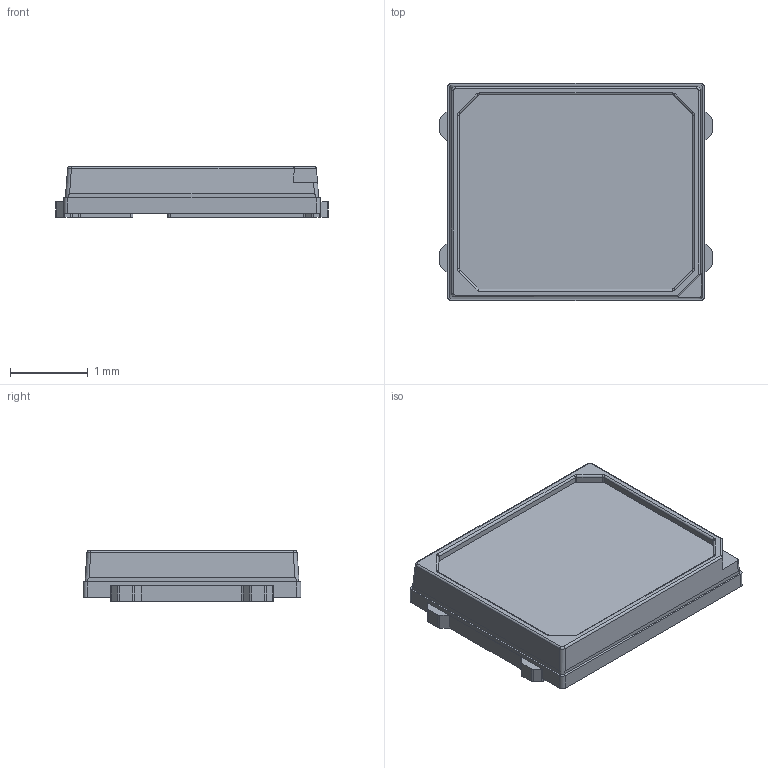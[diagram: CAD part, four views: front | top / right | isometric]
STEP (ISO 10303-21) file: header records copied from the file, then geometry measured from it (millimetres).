
FILE_DESCRIPTION(/* description */ ('STEP AP242','CAx-IF Rec.Pracs.---Representation and Presentation of Product Manufacturing Information (PMI)---4.0---2014-10-13','CAx-IF Rec.Pracs.---3D Tessellated Geometry---0.4---2014-09-14','2;1'),/* implementation_level */ '2;1');
FILE_NAME(/* name */ '6184177d0964595f8fd1686d',/* time_stamp */ '2021-11-04T17:25:18+00:00',/* author */ (''),/* organization */ (''),/* preprocessor_version */ 'ST-DEVELOPER v18.1',/* originating_system */ ' ',/* authorisation */ ' ');
FILE_SCHEMA (('AP242_MANAGED_MODEL_BASED_3D_ENGINEERING_MIM_LF { 1 0 10303 442 1 1 4 }'));
Length unit declared in the file: metre
Products named in the file (5): Cathode; Anode; Light; Base Top; Base Bottom
Bounding box: 3.5 x 2.8 x 0.65 mm (x, y, z)
Volume: 4.9 mm3; surface area: 66 mm2
Topology: 5 solids, 5 shells, 247 faces, 684 edges, 449 vertices
Faces by surface type: plane 130, cylinder 107, torus 7, bspline 3
Entity records: 8078 total; most frequent: CARTESIAN_POINT 1418, DIRECTION 1413, ORIENTED_EDGE 1368, EDGE_CURVE 684, AXIS2_PLACEMENT_3D 480, LINE 453, VECTOR 453, VERTEX_POINT 449
